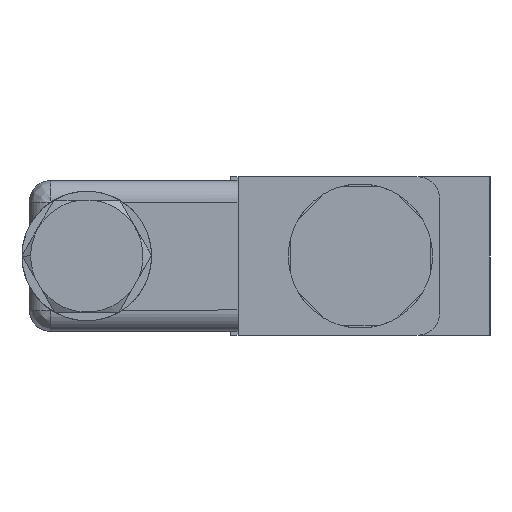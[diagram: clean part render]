
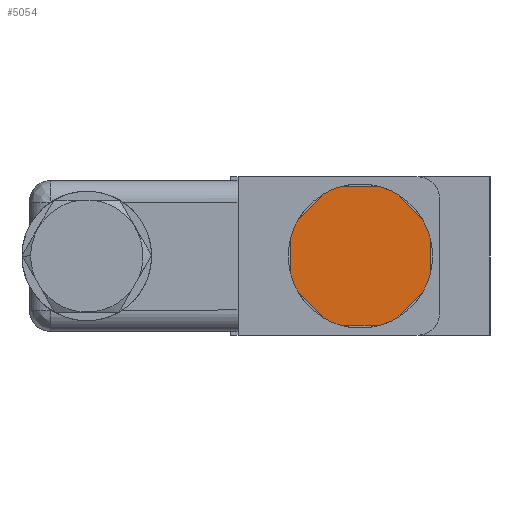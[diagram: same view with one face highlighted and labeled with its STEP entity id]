
A CAD part, left-side view. The second image highlights one B-rep face of the part: STEP entity #5054.
In plain terms, the highlighted planar face has unit normal (-1, 0, 0).
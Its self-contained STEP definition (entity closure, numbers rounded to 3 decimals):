
#95 = CARTESIAN_POINT ( 'NONE',  ( -124.659, -29.841, 36.511 ) ) ;
#96 = LINE ( 'NONE', #1683, #3784 ) ;
#149 = CIRCLE ( 'NONE', #5037, 10. ) ;
#175 = CARTESIAN_POINT ( 'NONE',  ( -124.659, -25.237, 30.398 ) ) ;
#178 = EDGE_CURVE ( 'NONE', #6258, #4419, #2054, .T. ) ;
#222 = ORIENTED_EDGE ( 'NONE', *, *, #2037, .T. ) ;
#239 = VERTEX_POINT ( 'NONE', #95 ) ;
#293 = EDGE_CURVE ( 'NONE', #435, #6258, #1351, .T. ) ;
#348 = CARTESIAN_POINT ( 'NONE',  ( -124.659, -43.534, 32.975 ) ) ;
#406 = CARTESIAN_POINT ( 'NONE',  ( -124.659, -34.919, 27.897 ) ) ;
#407 = LINE ( 'NONE', #949, #1459 ) ;
#435 = VERTEX_POINT ( 'NONE', #4439 ) ;
#484 = CARTESIAN_POINT ( 'NONE',  ( -124.659, -26.304, 22.82 ) ) ;
#514 = LINE ( 'NONE', #4660, #3087 ) ;
#603 = DIRECTION ( 'NONE',  ( -1., 0., 0. ) ) ;
#666 = AXIS2_PLACEMENT_3D ( 'NONE', #3147, #603, #742 ) ;
#690 = VERTEX_POINT ( 'NONE', #175 ) ;
#742 = DIRECTION ( 'NONE',  ( 0., 1., 0. ) ) ;
#786 = VERTEX_POINT ( 'NONE', #4365 ) ;
#835 = DIRECTION ( 'NONE',  ( -1., 0., 0. ) ) ;
#877 = LINE ( 'NONE', #2713, #1509 ) ;
#949 = CARTESIAN_POINT ( 'NONE',  ( -124.659, -29.841, 36.511 ) ) ;
#1003 = EDGE_CURVE ( 'NONE', #5225, #3443, #4602, .T. ) ;
#1029 = DIRECTION ( 'NONE',  ( 0., 1., 0. ) ) ;
#1034 = VECTOR ( 'NONE', #5411, 1000. ) ;
#1061 = VECTOR ( 'NONE', #3403, 1000. ) ;
#1104 = EDGE_CURVE ( 'NONE', #3443, #435, #514, .T. ) ;
#1113 = VERTEX_POINT ( 'NONE', #2618 ) ;
#1202 = CARTESIAN_POINT ( 'NONE',  ( -124.659, -37.416, 18.213 ) ) ;
#1215 = CARTESIAN_POINT ( 'NONE',  ( -124.659, -32.419, 37.579 ) ) ;
#1307 = CARTESIAN_POINT ( 'NONE',  ( -124.659, -34.919, 27.897 ) ) ;
#1308 = CARTESIAN_POINT ( 'NONE',  ( -124.659, -25.237, 30.398 ) ) ;
#1335 = ORIENTED_EDGE ( 'NONE', *, *, #2277, .T. ) ;
#1351 = CIRCLE ( 'NONE', #666, 10. ) ;
#1407 = CIRCLE ( 'NONE', #2915, 10. ) ;
#1449 = DIRECTION ( 'NONE',  ( 0., 0.707, -0.707 ) ) ;
#1459 = VECTOR ( 'NONE', #1449, 1000. ) ;
#1504 = ORIENTED_EDGE ( 'NONE', *, *, #2879, .T. ) ;
#1505 = DIRECTION ( 'NONE',  ( -1., 0., 0. ) ) ;
#1509 = VECTOR ( 'NONE', #4251, 1000. ) ;
#1574 = AXIS2_PLACEMENT_3D ( 'NONE', #5682, #5701, #1644 ) ;
#1601 = DIRECTION ( 'NONE',  ( 0., -0.707, 0.707 ) ) ;
#1644 = DIRECTION ( 'NONE',  ( 0., 0., -1. ) ) ;
#1683 = CARTESIAN_POINT ( 'NONE',  ( -124.659, -43.534, 32.975 ) ) ;
#1702 = AXIS2_PLACEMENT_3D ( 'NONE', #2473, #1995, #2941 ) ;
#1978 = EDGE_CURVE ( 'NONE', #4419, #2966, #1407, .T. ) ;
#1985 = ORIENTED_EDGE ( 'NONE', *, *, #3546, .T. ) ;
#1995 = DIRECTION ( 'NONE',  ( -1., 0., 0. ) ) ;
#2037 = EDGE_CURVE ( 'NONE', #1113, #2649, #3474, .T. ) ;
#2054 = LINE ( 'NONE', #4752, #5426 ) ;
#2060 = CARTESIAN_POINT ( 'NONE',  ( -124.659, -34.919, 27.897 ) ) ;
#2191 = VECTOR ( 'NONE', #3838, 1000. ) ;
#2212 = VERTEX_POINT ( 'NONE', #1215 ) ;
#2214 = DIRECTION ( 'NONE',  ( 0., 0., 1. ) ) ;
#2277 = EDGE_CURVE ( 'NONE', #2966, #3974, #96, .T. ) ;
#2307 = EDGE_CURVE ( 'NONE', #6284, #5225, #5694, .T. ) ;
#2351 = CIRCLE ( 'NONE', #4646, 10. ) ;
#2473 = CARTESIAN_POINT ( 'NONE',  ( -124.659, -34.919, 27.897 ) ) ;
#2514 = CARTESIAN_POINT ( 'NONE',  ( -124.659, -34.919, 27.897 ) ) ;
#2569 = AXIS2_PLACEMENT_3D ( 'NONE', #6612, #3092, #1029 ) ;
#2586 = DIRECTION ( 'NONE',  ( 0., 1., 0. ) ) ;
#2618 = CARTESIAN_POINT ( 'NONE',  ( -124.659, -25.236, 25.399 ) ) ;
#2649 = VERTEX_POINT ( 'NONE', #484 ) ;
#2656 = CIRCLE ( 'NONE', #3615, 10. ) ;
#2713 = CARTESIAN_POINT ( 'NONE',  ( -124.659, -26.304, 22.82 ) ) ;
#2879 = EDGE_CURVE ( 'NONE', #786, #2212, #5209, .T. ) ;
#2915 = AXIS2_PLACEMENT_3D ( 'NONE', #2060, #1505, #2586 ) ;
#2919 = CARTESIAN_POINT ( 'NONE',  ( -124.659, -34.916, 18.214 ) ) ;
#2941 = DIRECTION ( 'NONE',  ( 0., 1., 0. ) ) ;
#2966 = VERTEX_POINT ( 'NONE', #348 ) ;
#2978 = CARTESIAN_POINT ( 'NONE',  ( -124.659, -44.601, 25.395 ) ) ;
#3022 = ORIENTED_EDGE ( 'NONE', *, *, #2307, .T. ) ;
#3087 = VECTOR ( 'NONE', #1601, 1000. ) ;
#3092 = DIRECTION ( 'NONE',  ( -1., 0., 0. ) ) ;
#3147 = CARTESIAN_POINT ( 'NONE',  ( -124.659, -34.919, 27.897 ) ) ;
#3150 = ORIENTED_EDGE ( 'NONE', *, *, #4150, .T. ) ;
#3213 = PLANE ( 'NONE',  #1574 ) ;
#3403 = DIRECTION ( 'NONE',  ( 0., -1., 0. ) ) ;
#3443 = VERTEX_POINT ( 'NONE', #4431 ) ;
#3468 = CARTESIAN_POINT ( 'NONE',  ( -124.659, -39.998, 36.511 ) ) ;
#3474 = CIRCLE ( 'NONE', #2569, 10. ) ;
#3546 = EDGE_CURVE ( 'NONE', #3738, #6284, #2656, .T. ) ;
#3615 = AXIS2_PLACEMENT_3D ( 'NONE', #5190, #3680, #5169 ) ;
#3680 = DIRECTION ( 'NONE',  ( -1., 0., 0. ) ) ;
#3738 = VERTEX_POINT ( 'NONE', #4966 ) ;
#3784 = VECTOR ( 'NONE', #3799, 1000. ) ;
#3799 = DIRECTION ( 'NONE',  ( 0., 0.707, 0.707 ) ) ;
#3838 = DIRECTION ( 'NONE',  ( 0., 1., 0. ) ) ;
#3883 = CARTESIAN_POINT ( 'NONE',  ( -124.659, -34.919, 37.579 ) ) ;
#3891 = EDGE_CURVE ( 'NONE', #239, #5925, #407, .T. ) ;
#3941 = EDGE_CURVE ( 'NONE', #5925, #690, #2351, .T. ) ;
#3974 = VERTEX_POINT ( 'NONE', #3468 ) ;
#3989 = DIRECTION ( 'NONE',  ( -1., 0., 0. ) ) ;
#4076 = ORIENTED_EDGE ( 'NONE', *, *, #4703, .T. ) ;
#4148 = ORIENTED_EDGE ( 'NONE', *, *, #5609, .T. ) ;
#4150 = EDGE_CURVE ( 'NONE', #690, #1113, #4482, .T. ) ;
#4172 = AXIS2_PLACEMENT_3D ( 'NONE', #2514, #6561, #5000 ) ;
#4187 = ORIENTED_EDGE ( 'NONE', *, *, #178, .T. ) ;
#4251 = DIRECTION ( 'NONE',  ( 0., -0.707, -0.707 ) ) ;
#4273 = ORIENTED_EDGE ( 'NONE', *, *, #293, .T. ) ;
#4310 = CIRCLE ( 'NONE', #1702, 10. ) ;
#4356 = CARTESIAN_POINT ( 'NONE',  ( -124.659, -26.305, 32.976 ) ) ;
#4365 = CARTESIAN_POINT ( 'NONE',  ( -124.659, -37.419, 37.579 ) ) ;
#4419 = VERTEX_POINT ( 'NONE', #5288 ) ;
#4431 = CARTESIAN_POINT ( 'NONE',  ( -124.659, -39.995, 19.281 ) ) ;
#4439 = CARTESIAN_POINT ( 'NONE',  ( -124.659, -43.532, 22.816 ) ) ;
#4481 = CARTESIAN_POINT ( 'NONE',  ( -124.659, -32.416, 18.215 ) ) ;
#4482 = LINE ( 'NONE', #1308, #1034 ) ;
#4602 = CIRCLE ( 'NONE', #4172, 10. ) ;
#4606 = ORIENTED_EDGE ( 'NONE', *, *, #1978, .T. ) ;
#4646 = AXIS2_PLACEMENT_3D ( 'NONE', #406, #3989, #6532 ) ;
#4660 = CARTESIAN_POINT ( 'NONE',  ( -124.659, -39.995, 19.281 ) ) ;
#4703 = EDGE_CURVE ( 'NONE', #3974, #786, #149, .T. ) ;
#4752 = CARTESIAN_POINT ( 'NONE',  ( -124.659, -44.601, 25.395 ) ) ;
#4765 = ORIENTED_EDGE ( 'NONE', *, *, #1003, .T. ) ;
#4966 = CARTESIAN_POINT ( 'NONE',  ( -124.659, -29.838, 19.284 ) ) ;
#5000 = DIRECTION ( 'NONE',  ( 0., 1., 0. ) ) ;
#5037 = AXIS2_PLACEMENT_3D ( 'NONE', #1307, #835, #5456 ) ;
#5054 = ADVANCED_FACE ( 'NONE', ( #5261 ), #3213, .T. ) ;
#5120 = EDGE_LOOP ( 'NONE', ( #1335, #4076, #1504, #4148, #5151, #5907, #3150, #222, #6084, #1985, #3022, #4765, #5727, #4273, #4187, #4606 ) ) ;
#5151 = ORIENTED_EDGE ( 'NONE', *, *, #3891, .T. ) ;
#5169 = DIRECTION ( 'NONE',  ( 0., 1., 0. ) ) ;
#5190 = CARTESIAN_POINT ( 'NONE',  ( -124.659, -34.919, 27.897 ) ) ;
#5209 = LINE ( 'NONE', #3883, #2191 ) ;
#5225 = VERTEX_POINT ( 'NONE', #1202 ) ;
#5261 = FACE_OUTER_BOUND ( 'NONE', #5120, .T. ) ;
#5288 = CARTESIAN_POINT ( 'NONE',  ( -124.659, -44.602, 30.395 ) ) ;
#5411 = DIRECTION ( 'NONE',  ( 0., 0., -1. ) ) ;
#5426 = VECTOR ( 'NONE', #2214, 1000. ) ;
#5456 = DIRECTION ( 'NONE',  ( 0., 1., 0. ) ) ;
#5609 = EDGE_CURVE ( 'NONE', #2212, #239, #4310, .T. ) ;
#5682 = CARTESIAN_POINT ( 'NONE',  ( -124.659, -25.236, 37.579 ) ) ;
#5694 = LINE ( 'NONE', #2919, #1061 ) ;
#5701 = DIRECTION ( 'NONE',  ( -1., 0., 0. ) ) ;
#5727 = ORIENTED_EDGE ( 'NONE', *, *, #1104, .T. ) ;
#5907 = ORIENTED_EDGE ( 'NONE', *, *, #3941, .T. ) ;
#5925 = VERTEX_POINT ( 'NONE', #4356 ) ;
#6084 = ORIENTED_EDGE ( 'NONE', *, *, #6591, .T. ) ;
#6258 = VERTEX_POINT ( 'NONE', #2978 ) ;
#6284 = VERTEX_POINT ( 'NONE', #4481 ) ;
#6532 = DIRECTION ( 'NONE',  ( 0., 1., 0. ) ) ;
#6561 = DIRECTION ( 'NONE',  ( -1., 0., 0. ) ) ;
#6591 = EDGE_CURVE ( 'NONE', #2649, #3738, #877, .T. ) ;
#6612 = CARTESIAN_POINT ( 'NONE',  ( -124.659, -34.919, 27.897 ) ) ;
